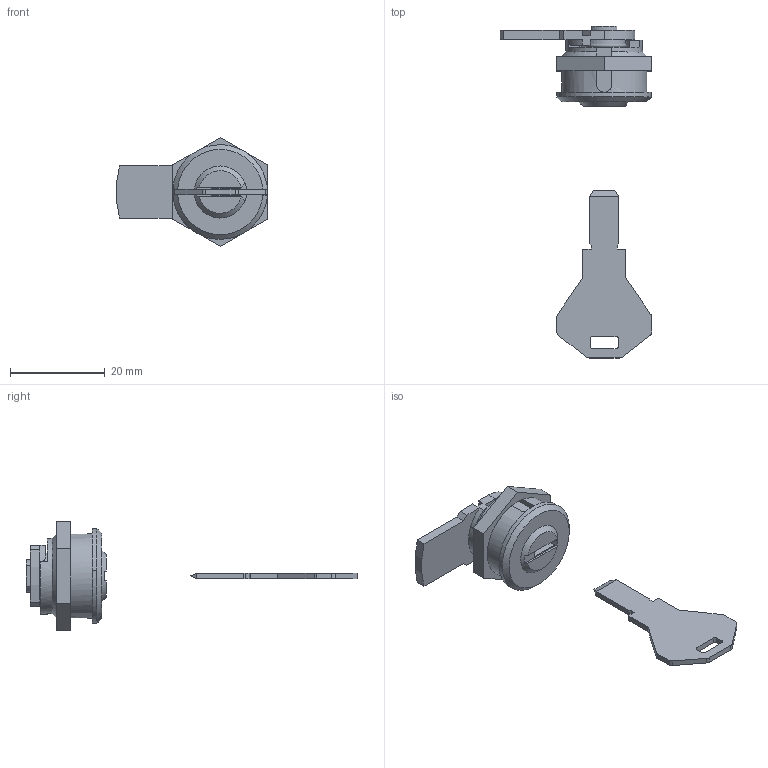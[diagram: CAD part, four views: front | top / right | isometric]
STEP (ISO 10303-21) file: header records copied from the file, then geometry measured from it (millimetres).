
FILE_DESCRIPTION((''),'2;1');
FILE_NAME('','2005-07-15T16:13:31',(''),(''),'','CADfix','');
FILE_SCHEMA(('AUTOMOTIVE_DESIGN'));
Length unit declared in the file: millimetre
Products named in the file (5): nut; lock; key; cam; TL_286_5074_36
Assembly tree (4 placements, depth 2):
  TL_286_5074_36
    nut
    lock
    key
    cam
Bounding box: 31.92 x 70.16 x 23 mm (x, y, z)
Volume: 4494 mm3; surface area: 3813.2 mm2
Topology: 4 solids, 4 shells, 132 faces, 370 edges, 250 vertices
Faces by surface type: bspline 132
Entity records: 4380 total; most frequent: CARTESIAN_POINT 2112, ORIENTED_EDGE 740, EDGE_CURVE 370, QUASI_UNIFORM_CURVE 258, VERTEX_POINT 250, EDGE_LOOP 142, FACE_OUTER_BOUND 132, ADVANCED_FACE 132
